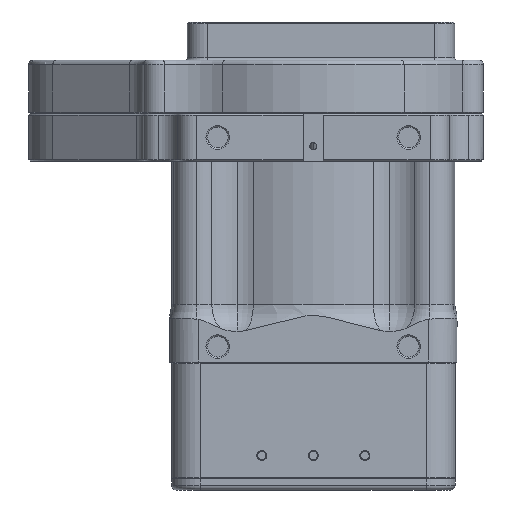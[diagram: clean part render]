
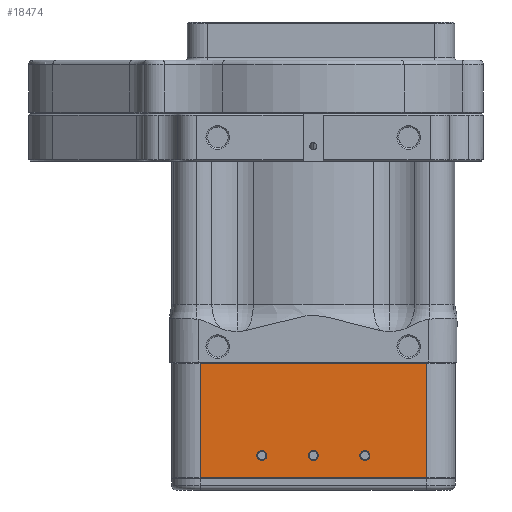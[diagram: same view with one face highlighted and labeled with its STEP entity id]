
A CAD part, left-side view. The second image highlights one B-rep face of the part: STEP entity #18474.
In plain terms, the highlighted face is planar.
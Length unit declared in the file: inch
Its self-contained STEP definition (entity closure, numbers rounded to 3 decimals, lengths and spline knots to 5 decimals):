
#91 = EDGE_CURVE ( 'NONE', #17843, #15860, #12781, .T. ) ;
#484 = CIRCLE ( 'NONE', #13686, 0.065 ) ;
#827 = ORIENTED_EDGE ( 'NONE', *, *, #15117, .T. ) ;
#891 = VERTEX_POINT ( 'NONE', #31026 ) ;
#996 = CARTESIAN_POINT ( 'NONE',  ( -0.675, 0.715, 1.855 ) ) ;
#1153 = CIRCLE ( 'NONE', #20991, 0.065 ) ;
#1565 = DIRECTION ( 'NONE',  ( 0., 0., -1. ) ) ;
#1792 = CARTESIAN_POINT ( 'NONE',  ( 0.675, 0.715, 1.855 ) ) ;
#2019 = EDGE_CURVE ( 'NONE', #15860, #17843, #40856, .T. ) ;
#2460 = DIRECTION ( 'NONE',  ( -1., 0., 0. ) ) ;
#2741 = VERTEX_POINT ( 'NONE', #41884 ) ;
#3327 = FACE_BOUND ( 'NONE', #24605, .T. ) ;
#3739 = EDGE_CURVE ( 'NONE', #8094, #43777, #16101, .T. ) ;
#3774 = LINE ( 'NONE', #25593, #3825 ) ;
#3825 = VECTOR ( 'NONE', #28124, 39.37008 ) ;
#4028 = DIRECTION ( 'NONE',  ( -1., 0., 0. ) ) ;
#4179 = ORIENTED_EDGE ( 'NONE', *, *, #2019, .T. ) ;
#4677 = CARTESIAN_POINT ( 'NONE',  ( -0.065, 0.715, 1.855 ) ) ;
#5835 = DIRECTION ( 'NONE',  ( 0., 0., -1. ) ) ;
#5994 = CARTESIAN_POINT ( 'NONE',  ( 0.74, 0.715, 1.855 ) ) ;
#6520 = DIRECTION ( 'NONE',  ( 0., 0., -1. ) ) ;
#6920 = AXIS2_PLACEMENT_3D ( 'NONE', #33168, #5835, #30180 ) ;
#8094 = VERTEX_POINT ( 'NONE', #9015 ) ;
#8659 = EDGE_CURVE ( 'NONE', #31882, #43777, #9651, .T. ) ;
#9015 = CARTESIAN_POINT ( 'NONE',  ( -1.48, 0.425, 1.855 ) ) ;
#9651 = LINE ( 'NONE', #19759, #45396 ) ;
#9887 = ORIENTED_EDGE ( 'NONE', *, *, #35492, .T. ) ;
#12781 = CIRCLE ( 'NONE', #25267, 0.065 ) ;
#13293 = ORIENTED_EDGE ( 'NONE', *, *, #3739, .T. ) ;
#13363 = CARTESIAN_POINT ( 'NONE',  ( -1.48, 1.92, 1.855 ) ) ;
#13568 = CARTESIAN_POINT ( 'NONE',  ( 1.48, 0.425, 1.855 ) ) ;
#13686 = AXIS2_PLACEMENT_3D ( 'NONE', #41892, #6520, #38430 ) ;
#15117 = EDGE_CURVE ( 'NONE', #2741, #32046, #1153, .T. ) ;
#15784 = ORIENTED_EDGE ( 'NONE', *, *, #91, .T. ) ;
#15802 = DIRECTION ( 'NONE',  ( 0., 0., -1. ) ) ;
#15860 = VERTEX_POINT ( 'NONE', #29640 ) ;
#16101 = LINE ( 'NONE', #13568, #43161 ) ;
#17360 = CARTESIAN_POINT ( 'NONE',  ( 1.48, 2.14, 1.855 ) ) ;
#17843 = VERTEX_POINT ( 'NONE', #26857 ) ;
#18474 = ADVANCED_FACE ( 'NONE', ( #34806, #28134, #3327, #42170 ), #28377, .F. ) ;
#18766 = VERTEX_POINT ( 'NONE', #13363 ) ;
#18949 = EDGE_LOOP ( 'NONE', ( #15784, #4179 ) ) ;
#19569 = AXIS2_PLACEMENT_3D ( 'NONE', #996, #25371, #21914 ) ;
#19759 = CARTESIAN_POINT ( 'NONE',  ( 1.48, 2.14, 1.855 ) ) ;
#20202 = CARTESIAN_POINT ( 'NONE',  ( -1.48, 2.14, 1.855 ) ) ;
#20975 = AXIS2_PLACEMENT_3D ( 'NONE', #43097, #22141, #4028 ) ;
#20991 = AXIS2_PLACEMENT_3D ( 'NONE', #1792, #15802, #2460 ) ;
#21914 = DIRECTION ( 'NONE',  ( -1., 0., 0. ) ) ;
#22141 = DIRECTION ( 'NONE',  ( 0., 0., -1. ) ) ;
#24056 = EDGE_CURVE ( 'NONE', #891, #31331, #40796, .T. ) ;
#24251 = EDGE_CURVE ( 'NONE', #31331, #891, #484, .T. ) ;
#24605 = EDGE_LOOP ( 'NONE', ( #29976, #827 ) ) ;
#25267 = AXIS2_PLACEMENT_3D ( 'NONE', #25697, #1565, #39700 ) ;
#25371 = DIRECTION ( 'NONE',  ( 0., 0., -1. ) ) ;
#25593 = CARTESIAN_POINT ( 'NONE',  ( -1.48, 1.92, 1.855 ) ) ;
#25697 = CARTESIAN_POINT ( 'NONE',  ( -0.675, 0.715, 1.855 ) ) ;
#26643 = ORIENTED_EDGE ( 'NONE', *, *, #24056, .T. ) ;
#26734 = CIRCLE ( 'NONE', #6920, 0.065 ) ;
#26857 = CARTESIAN_POINT ( 'NONE',  ( -0.61, 0.715, 1.855 ) ) ;
#27103 = LINE ( 'NONE', #20202, #31716 ) ;
#27914 = DIRECTION ( 'NONE',  ( -1., 0., 0. ) ) ;
#28124 = DIRECTION ( 'NONE',  ( -1., 0., 0. ) ) ;
#28134 = FACE_BOUND ( 'NONE', #37324, .T. ) ;
#28264 = EDGE_LOOP ( 'NONE', ( #9887, #13293, #36402, #29738 ) ) ;
#28344 = EDGE_CURVE ( 'NONE', #31882, #18766, #3774, .T. ) ;
#28377 = PLANE ( 'NONE',  #32455 ) ;
#29640 = CARTESIAN_POINT ( 'NONE',  ( -0.74, 0.715, 1.855 ) ) ;
#29738 = ORIENTED_EDGE ( 'NONE', *, *, #28344, .T. ) ;
#29976 = ORIENTED_EDGE ( 'NONE', *, *, #39397, .T. ) ;
#30180 = DIRECTION ( 'NONE',  ( -1., 0., 0. ) ) ;
#31026 = CARTESIAN_POINT ( 'NONE',  ( 0.065, 0.715, 1.855 ) ) ;
#31331 = VERTEX_POINT ( 'NONE', #4677 ) ;
#31377 = DIRECTION ( 'NONE',  ( 0., 0., -1. ) ) ;
#31615 = CARTESIAN_POINT ( 'NONE',  ( 1.48, 0.425, 1.855 ) ) ;
#31716 = VECTOR ( 'NONE', #34214, 39.37008 ) ;
#31882 = VERTEX_POINT ( 'NONE', #44178 ) ;
#32046 = VERTEX_POINT ( 'NONE', #5994 ) ;
#32455 = AXIS2_PLACEMENT_3D ( 'NONE', #17360, #31377, #27914 ) ;
#33168 = CARTESIAN_POINT ( 'NONE',  ( 0.675, 0.715, 1.855 ) ) ;
#33764 = DIRECTION ( 'NONE',  ( 0., -1., 0. ) ) ;
#34214 = DIRECTION ( 'NONE',  ( 0., -1., 0. ) ) ;
#34806 = FACE_BOUND ( 'NONE', #18949, .T. ) ;
#35492 = EDGE_CURVE ( 'NONE', #18766, #8094, #27103, .T. ) ;
#36402 = ORIENTED_EDGE ( 'NONE', *, *, #8659, .F. ) ;
#37235 = DIRECTION ( 'NONE',  ( 1., 0., 0. ) ) ;
#37324 = EDGE_LOOP ( 'NONE', ( #26643, #38175 ) ) ;
#38175 = ORIENTED_EDGE ( 'NONE', *, *, #24251, .T. ) ;
#38430 = DIRECTION ( 'NONE',  ( -1., 0., 0. ) ) ;
#39397 = EDGE_CURVE ( 'NONE', #32046, #2741, #26734, .T. ) ;
#39700 = DIRECTION ( 'NONE',  ( -1., 0., 0. ) ) ;
#40796 = CIRCLE ( 'NONE', #20975, 0.065 ) ;
#40856 = CIRCLE ( 'NONE', #19569, 0.065 ) ;
#41884 = CARTESIAN_POINT ( 'NONE',  ( 0.61, 0.715, 1.855 ) ) ;
#41892 = CARTESIAN_POINT ( 'NONE',  ( 0., 0.715, 1.855 ) ) ;
#42170 = FACE_OUTER_BOUND ( 'NONE', #28264, .T. ) ;
#43097 = CARTESIAN_POINT ( 'NONE',  ( 0., 0.715, 1.855 ) ) ;
#43161 = VECTOR ( 'NONE', #37235, 39.37008 ) ;
#43777 = VERTEX_POINT ( 'NONE', #31615 ) ;
#44178 = CARTESIAN_POINT ( 'NONE',  ( 1.48, 1.92, 1.855 ) ) ;
#45396 = VECTOR ( 'NONE', #33764, 39.37008 ) ;
